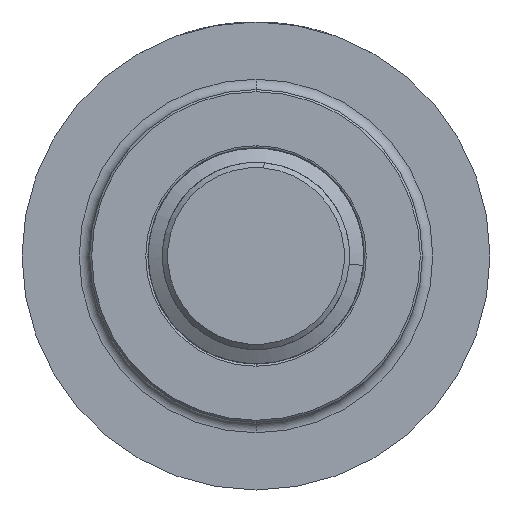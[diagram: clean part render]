
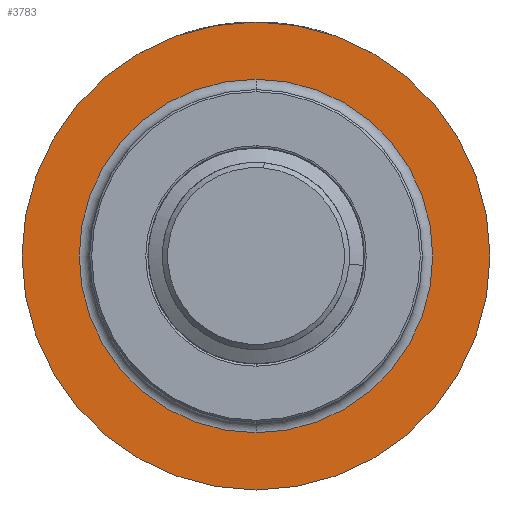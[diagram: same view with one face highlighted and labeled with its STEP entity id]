
A CAD part, front view. The second image highlights one B-rep face of the part: STEP entity #3783.
In plain terms, the highlighted planar face has unit normal (0, -1, 0).
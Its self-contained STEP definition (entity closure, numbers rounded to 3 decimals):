
#755 = VERTEX_POINT ( 'NONE', #7038 ) ;
#1014 = CARTESIAN_POINT ( 'NONE',  ( 0., 1.42, 0. ) ) ;
#1095 = DIRECTION ( 'NONE',  ( 0., 0., -1. ) ) ;
#1482 = EDGE_LOOP ( 'NONE', ( #2242, #7865 ) ) ;
#1563 = AXIS2_PLACEMENT_3D ( 'NONE', #1014, #2330, #1095 ) ;
#1568 = CIRCLE ( 'NONE', #1563, 22.5 ) ;
#1656 = CIRCLE ( 'NONE', #7597, 17. ) ;
#1663 = VERTEX_POINT ( 'NONE', #5131 ) ;
#1728 = DIRECTION ( 'NONE',  ( 0., -1., 0. ) ) ;
#2065 = CIRCLE ( 'NONE', #3086, 22.5 ) ;
#2080 = EDGE_CURVE ( 'NONE', #1663, #755, #2065, .T. ) ;
#2160 = CARTESIAN_POINT ( 'NONE',  ( 0., 1.42, 0. ) ) ;
#2242 = ORIENTED_EDGE ( 'NONE', *, *, #3271, .T. ) ;
#2255 = AXIS2_PLACEMENT_3D ( 'NONE', #7297, #1728, #7913 ) ;
#2298 = DIRECTION ( 'NONE',  ( 0., 0., -1. ) ) ;
#2330 = DIRECTION ( 'NONE',  ( 0., -1., 0. ) ) ;
#2600 = CARTESIAN_POINT ( 'NONE',  ( 0., 1.42, 17. ) ) ;
#2800 = DIRECTION ( 'NONE',  ( 0., 0., -1. ) ) ;
#2849 = EDGE_CURVE ( 'NONE', #7079, #8070, #4112, .T. ) ;
#2914 = DIRECTION ( 'NONE',  ( 0., -1., 0. ) ) ;
#3086 = AXIS2_PLACEMENT_3D ( 'NONE', #2160, #2914, #2298 ) ;
#3132 = EDGE_LOOP ( 'NONE', ( #5645, #3803 ) ) ;
#3217 = FACE_BOUND ( 'NONE', #3132, .T. ) ;
#3271 = EDGE_CURVE ( 'NONE', #755, #1663, #1568, .T. ) ;
#3783 = ADVANCED_FACE ( 'NONE', ( #4206, #3217 ), #3950, .T. ) ;
#3803 = ORIENTED_EDGE ( 'NONE', *, *, #4537, .F. ) ;
#3950 = PLANE ( 'NONE',  #8015 ) ;
#4091 = DIRECTION ( 'NONE',  ( 0., -1., 0. ) ) ;
#4112 = CIRCLE ( 'NONE', #2255, 17. ) ;
#4206 = FACE_OUTER_BOUND ( 'NONE', #1482, .T. ) ;
#4537 = EDGE_CURVE ( 'NONE', #8070, #7079, #1656, .T. ) ;
#5131 = CARTESIAN_POINT ( 'NONE',  ( 0., 1.42, 22.5 ) ) ;
#5645 = ORIENTED_EDGE ( 'NONE', *, *, #2849, .F. ) ;
#6231 = DIRECTION ( 'NONE',  ( 0., 0., -1. ) ) ;
#6278 = CARTESIAN_POINT ( 'NONE',  ( 0., 1.42, 0. ) ) ;
#6442 = CARTESIAN_POINT ( 'NONE',  ( 0., 1.42, -17. ) ) ;
#7038 = CARTESIAN_POINT ( 'NONE',  ( 0., 1.42, -22.5 ) ) ;
#7079 = VERTEX_POINT ( 'NONE', #6442 ) ;
#7297 = CARTESIAN_POINT ( 'NONE',  ( 0., 1.42, 0. ) ) ;
#7472 = DIRECTION ( 'NONE',  ( 0., -1., 0. ) ) ;
#7597 = AXIS2_PLACEMENT_3D ( 'NONE', #6278, #7472, #6231 ) ;
#7754 = CARTESIAN_POINT ( 'NONE',  ( 17., 1.42, 0. ) ) ;
#7865 = ORIENTED_EDGE ( 'NONE', *, *, #2080, .T. ) ;
#7913 = DIRECTION ( 'NONE',  ( 0., 0., -1. ) ) ;
#8015 = AXIS2_PLACEMENT_3D ( 'NONE', #7754, #4091, #2800 ) ;
#8070 = VERTEX_POINT ( 'NONE', #2600 ) ;
